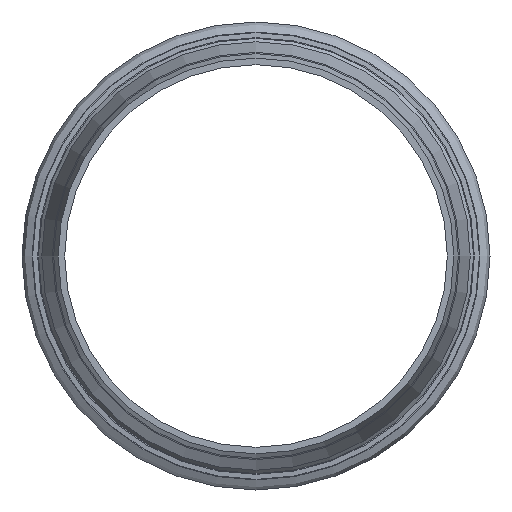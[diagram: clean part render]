
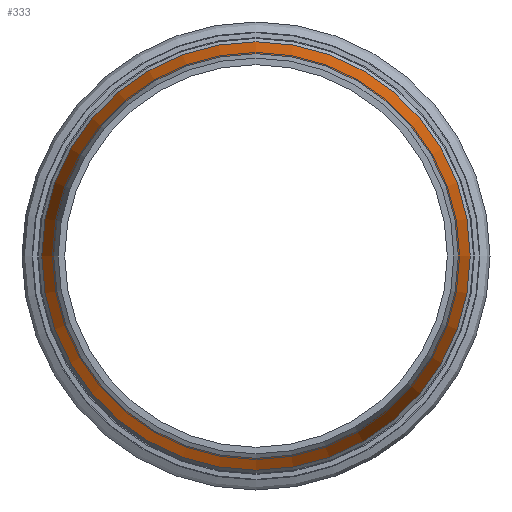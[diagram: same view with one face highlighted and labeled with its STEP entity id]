
A CAD part, front view. The second image highlights one B-rep face of the part: STEP entity #333.
In plain terms, the highlighted conical face has half-angle 15 degrees and reference radius 56.775 mm.
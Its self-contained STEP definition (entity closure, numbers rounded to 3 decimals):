
#34=CONICAL_SURFACE('',#393,56.775,15.);
#63=FACE_BOUND('',#150,.T.);
#92=FACE_OUTER_BOUND('',#149,.T.);
#149=EDGE_LOOP('',(#294));
#150=EDGE_LOOP('',(#295));
#152=CIRCLE('',#338,55.15);
#179=CIRCLE('',#392,58.4);
#181=VERTEX_POINT('',#516);
#208=VERTEX_POINT('',#597);
#210=EDGE_CURVE('',#181,#181,#152,.T.);
#237=EDGE_CURVE('',#208,#208,#179,.T.);
#294=ORIENTED_EDGE('',*,*,#237,.T.);
#295=ORIENTED_EDGE('',*,*,#210,.F.);
#333=ADVANCED_FACE('',(#92,#63),#34,.T.);
#338=AXIS2_PLACEMENT_3D('',#517,#400,#401);
#392=AXIS2_PLACEMENT_3D('',#598,#508,#509);
#393=AXIS2_PLACEMENT_3D('',#599,#510,#511);
#400=DIRECTION('center_axis',(0.,-1.,0.));
#401=DIRECTION('ref_axis',(1.,0.,0.));
#508=DIRECTION('center_axis',(0.,-1.,0.));
#509=DIRECTION('ref_axis',(1.,0.,0.));
#510=DIRECTION('center_axis',(0.,1.,0.));
#511=DIRECTION('ref_axis',(1.,0.,0.));
#516=CARTESIAN_POINT('',(55.15,-0.009,0.));
#517=CARTESIAN_POINT('Origin',(0.,-0.009,
0.));
#597=CARTESIAN_POINT('',(58.4,12.121,0.));
#598=CARTESIAN_POINT('Origin',(0.,12.121,0.));
#599=CARTESIAN_POINT('Origin',(0.,6.056,0.));
